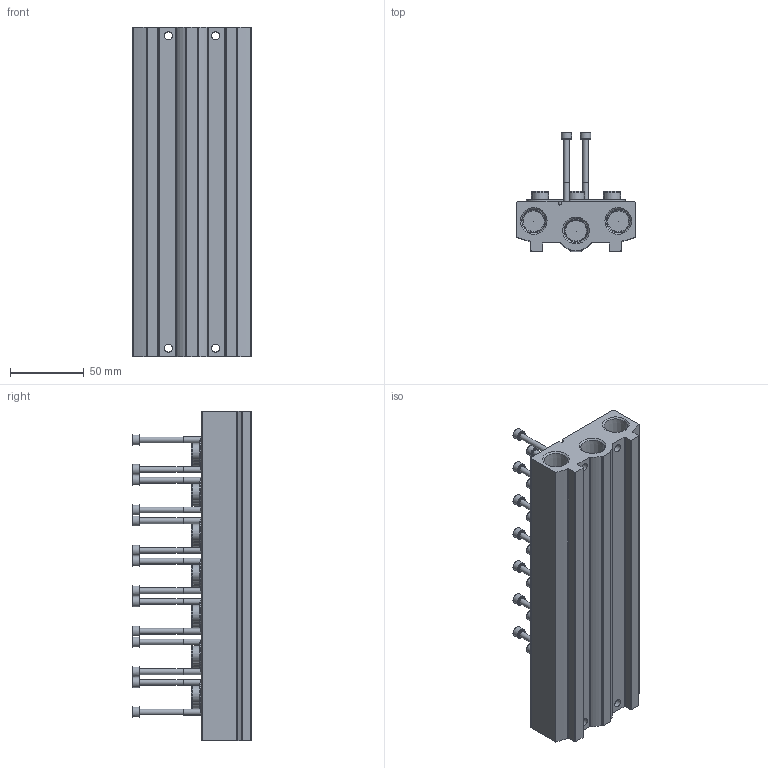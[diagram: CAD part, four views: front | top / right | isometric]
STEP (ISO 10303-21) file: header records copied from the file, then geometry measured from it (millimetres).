
FILE_DESCRIPTION(/* description */ ('STEP AP214'),/* implementation_level */ '2;1');
FILE_NAME(/* name */ '8026275_VABM-B10-25S-N38-7',/* time_stamp */ '2024-09-15T22:35:49+02:00',/* author */ ('License CC BY-ND 4.0'),/* organization */ ('CADENAS'),/* preprocessor_version */ 'ST-DEVELOPER v19.3',/* originating_system */ 'PARTsolutions',/* authorisation */ ' ');
FILE_SCHEMA (('AUTOMOTIVE_DESIGN {1 0 10303 214 3 1 1}'));
Length unit declared in the file: millimetre
Products named in the file (5): 8026275 VABM-B10-25S-N38-7; 8026275 VABM-B10-25S-N38-7---(M); 1657071 VUVS-G14-3---(S); 2833735 F-M4x50-10.9; 174169 B-3/8-NPT---(Plug)
Assembly tree (25 placements, depth 2):
  8026275 VABM-B10-25S-N38-7
    8026275 VABM-B10-25S-N38-7---(M)
    1657071 VUVS-G14-3---(S)  x7
    2833735 F-M4x50-10.9  x14
    174169 B-3/8-NPT---(Plug)  x3
Bounding box: 80.5 x 80.8 x 224.5 mm (x, y, z)
Volume: 441677.1 mm3; surface area: 134391 mm2
Topology: 25 solids, 25 shells, 1210 faces, 2951 edges, 1875 vertices
Faces by surface type: plane 556, cylinder 360, cone 238, torus 56
Full cylindrical faces by diameter (mm): 3.242 x15, 3.5 x1, 3.9 x14, 4 x14, 5.5 x4, 7 x35, 7.938 x3, 8.6 x21, 11.6 x21, 14.3 x3, 14.6 x21
Entity records: 9511 total; most frequent: CARTESIAN_POINT 1919, DIRECTION 1608, ORIENTED_EDGE 1278, AXIS2_PLACEMENT_3D 652, EDGE_CURVE 639, FACE_BOUND 558, EDGE_LOOP 541, VERTEX_POINT 493
